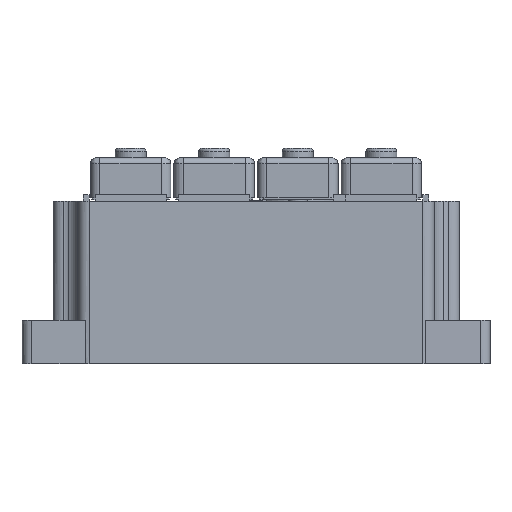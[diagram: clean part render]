
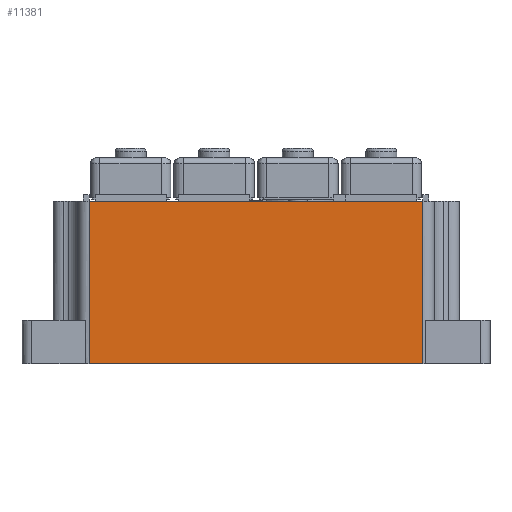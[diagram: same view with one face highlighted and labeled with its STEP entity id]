
A CAD part, front view. The second image highlights one B-rep face of the part: STEP entity #11381.
In plain terms, the highlighted planar face has unit normal (0, -1, 0).
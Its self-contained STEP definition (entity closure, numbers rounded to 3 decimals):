
#1499=FACE_OUTER_BOUND('',#2250,.T.);
#2250=EDGE_LOOP('',(#9841,#9842,#9843,#9844));
#2930=LINE('',#20076,#4028);
#3293=LINE('',#23067,#4391);
#3295=LINE('',#23154,#4393);
#3296=LINE('',#23155,#4394);
#4028=VECTOR('',#13358,10.);
#4391=VECTOR('',#14569,10.);
#4393=VECTOR('',#14575,10.);
#4394=VECTOR('',#14576,10.);
#5043=VERTEX_POINT('',#20055);
#5045=VERTEX_POINT('',#20075);
#5460=VERTEX_POINT('',#23056);
#5461=VERTEX_POINT('',#23153);
#6346=EDGE_CURVE('',#5045,#5043,#2930,.T.);
#6967=EDGE_CURVE('',#5043,#5460,#3293,.T.);
#6970=EDGE_CURVE('',#5460,#5461,#3295,.T.);
#6971=EDGE_CURVE('',#5045,#5461,#3296,.T.);
#9841=ORIENTED_EDGE('',*,*,#6970,.T.);
#9842=ORIENTED_EDGE('',*,*,#6971,.F.);
#9843=ORIENTED_EDGE('',*,*,#6346,.T.);
#9844=ORIENTED_EDGE('',*,*,#6967,.T.);
#10774=PLANE('',#12202);
#11381=ADVANCED_FACE('',(#1499),#10774,.T.);
#12202=AXIS2_PLACEMENT_3D('',#23152,#14573,#14574);
#13358=DIRECTION('',(1.,0.,0.));
#14569=DIRECTION('',(0.,0.,1.));
#14573=DIRECTION('center_axis',(0.,-1.,0.));
#14574=DIRECTION('ref_axis',(1.,0.,0.));
#14575=DIRECTION('',(-1.,0.,0.));
#14576=DIRECTION('',(0.,0.,1.));
#20055=CARTESIAN_POINT('',(53.927,-59.622,-52.5));
#20075=CARTESIAN_POINT('',(-53.925,-59.622,-52.5));
#20076=CARTESIAN_POINT('',(-53.925,-59.622,-52.5));
#23056=CARTESIAN_POINT('',(53.927,-59.622,0.));
#23067=CARTESIAN_POINT('',(53.927,-59.622,-52.5));
#23152=CARTESIAN_POINT('Origin',(-53.925,-59.622,-52.5));
#23153=CARTESIAN_POINT('',(-53.925,-59.622,0.));
#23154=CARTESIAN_POINT('',(-26.977,-59.622,0.));
#23155=CARTESIAN_POINT('',(-53.925,-59.622,-52.5));
